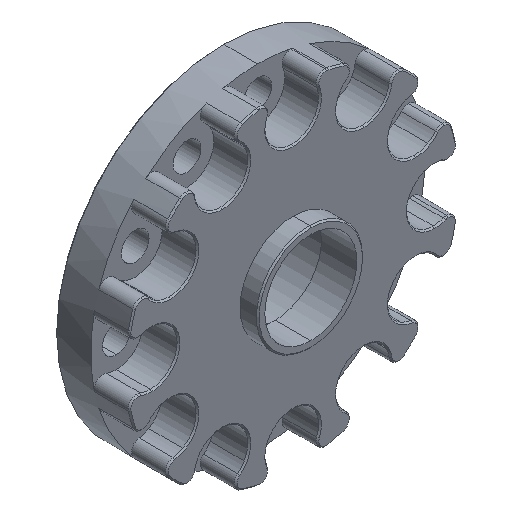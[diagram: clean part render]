
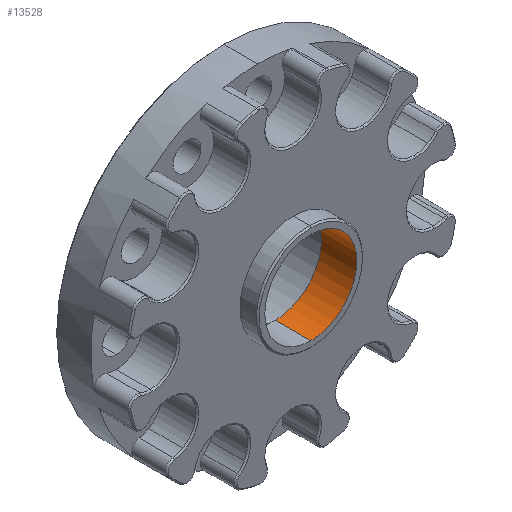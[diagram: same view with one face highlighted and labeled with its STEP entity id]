
A CAD part, isometric view. The second image highlights one B-rep face of the part: STEP entity #13528.
In plain terms, the highlighted cylindrical face has radius 8.255 mm (diameter 16.51 mm), a partial arc.
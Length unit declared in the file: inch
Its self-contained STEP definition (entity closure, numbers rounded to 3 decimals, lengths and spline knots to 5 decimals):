
#885 = AXIS2_PLACEMENT_3D ( 'NONE', #6288, #3129, #9766 ) ;
#1173 = CARTESIAN_POINT ( 'NONE',  ( 0., -0.125, -0.325 ) ) ;
#1377 = AXIS2_PLACEMENT_3D ( 'NONE', #3055, #7338, #8484 ) ;
#1941 = CARTESIAN_POINT ( 'NONE',  ( 0., 0.125, 0.325 ) ) ;
#2179 = ORIENTED_EDGE ( 'NONE', *, *, #12330, .T. ) ;
#2341 = VERTEX_POINT ( 'NONE', #1173 ) ;
#3055 = CARTESIAN_POINT ( 'NONE',  ( 0., -0.125, 0. ) ) ;
#3129 = DIRECTION ( 'NONE',  ( 0., 1., 0. ) ) ;
#3503 = VERTEX_POINT ( 'NONE', #1941 ) ;
#3857 = DIRECTION ( 'NONE',  ( 0., -1., 0. ) ) ;
#4123 = CIRCLE ( 'NONE', #1377, 0.325 ) ;
#4919 = EDGE_CURVE ( 'NONE', #3503, #9652, #13911, .T. ) ;
#5119 = FACE_OUTER_BOUND ( 'NONE', #7317, .T. ) ;
#5244 = VECTOR ( 'NONE', #13187, 39.37008 ) ;
#6007 = AXIS2_PLACEMENT_3D ( 'NONE', #9469, #11762, #10622 ) ;
#6272 = CYLINDRICAL_SURFACE ( 'NONE', #6007, 0.325 ) ;
#6288 = CARTESIAN_POINT ( 'NONE',  ( 0., 0.125, 0. ) ) ;
#7317 = EDGE_LOOP ( 'NONE', ( #7389, #10823, #2179, #8642 ) ) ;
#7338 = DIRECTION ( 'NONE',  ( 0., -1., 0. ) ) ;
#7389 = ORIENTED_EDGE ( 'NONE', *, *, #7419, .F. ) ;
#7419 = EDGE_CURVE ( 'NONE', #3503, #9097, #12718, .T. ) ;
#7537 = VECTOR ( 'NONE', #3857, 39.37008 ) ;
#7670 = LINE ( 'NONE', #8811, #5244 ) ;
#7900 = EDGE_CURVE ( 'NONE', #2341, #9097, #4123, .T. ) ;
#8387 = CARTESIAN_POINT ( 'NONE',  ( 0., 0.125, -0.325 ) ) ;
#8484 = DIRECTION ( 'NONE',  ( 0., 0., -1. ) ) ;
#8642 = ORIENTED_EDGE ( 'NONE', *, *, #7900, .T. ) ;
#8811 = CARTESIAN_POINT ( 'NONE',  ( 0., 0.5, -0.325 ) ) ;
#9097 = VERTEX_POINT ( 'NONE', #12571 ) ;
#9469 = CARTESIAN_POINT ( 'NONE',  ( 0., 0.5, 0. ) ) ;
#9652 = VERTEX_POINT ( 'NONE', #8387 ) ;
#9766 = DIRECTION ( 'NONE',  ( 0., 0., 1. ) ) ;
#10622 = DIRECTION ( 'NONE',  ( 0., 0., -1. ) ) ;
#10823 = ORIENTED_EDGE ( 'NONE', *, *, #4919, .T. ) ;
#11762 = DIRECTION ( 'NONE',  ( 0., -1., 0. ) ) ;
#12330 = EDGE_CURVE ( 'NONE', #9652, #2341, #7670, .T. ) ;
#12571 = CARTESIAN_POINT ( 'NONE',  ( 0., -0.125, 0.325 ) ) ;
#12718 = LINE ( 'NONE', #13652, #7537 ) ;
#13187 = DIRECTION ( 'NONE',  ( 0., -1., 0. ) ) ;
#13528 = ADVANCED_FACE ( 'NONE', ( #5119 ), #6272, .F. ) ;
#13652 = CARTESIAN_POINT ( 'NONE',  ( 0., 0.5, 0.325 ) ) ;
#13911 = CIRCLE ( 'NONE', #885, 0.325 ) ;
